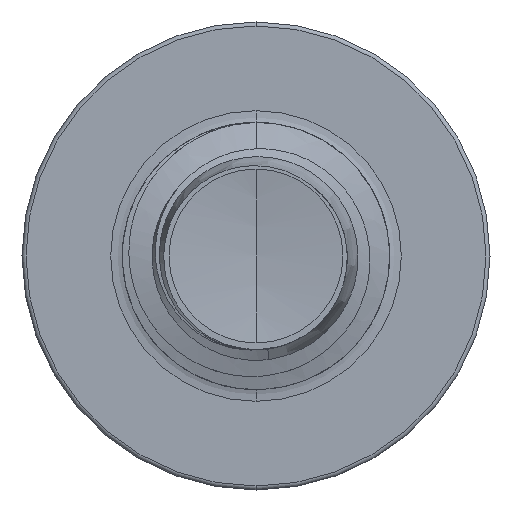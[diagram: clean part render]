
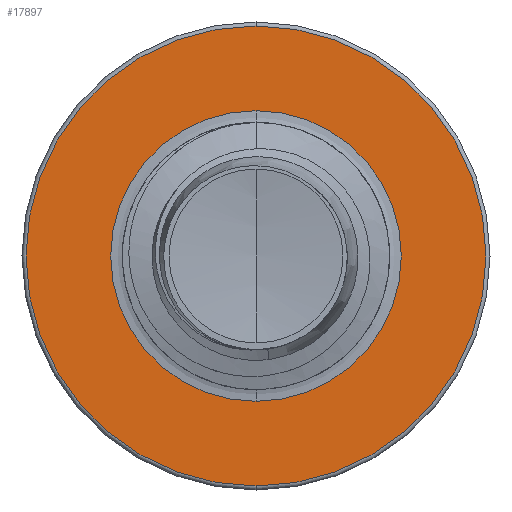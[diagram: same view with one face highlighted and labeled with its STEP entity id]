
A CAD part, front view. The second image highlights one B-rep face of the part: STEP entity #17897.
In plain terms, the highlighted planar face has unit normal (0, -1, 0).
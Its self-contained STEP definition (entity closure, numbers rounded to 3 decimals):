
#630 = VERTEX_POINT ( 'NONE', #10390 ) ;
#1128 = FACE_OUTER_BOUND ( 'NONE', #6616, .T. ) ;
#1498 = CIRCLE ( 'NONE', #15896, 3.44 ) ;
#1523 = AXIS2_PLACEMENT_3D ( 'NONE', #5821, #5819, #5787 ) ;
#1592 = VERTEX_POINT ( 'NONE', #14337 ) ;
#2249 = EDGE_CURVE ( 'NONE', #1592, #630, #12908, .T. ) ;
#2659 = EDGE_CURVE ( 'NONE', #10683, #19485, #11975, .T. ) ;
#3427 = ORIENTED_EDGE ( 'NONE', *, *, #7295, .F. ) ;
#3769 = DIRECTION ( 'NONE',  ( 0., 0., 1. ) ) ;
#3801 = DIRECTION ( 'NONE',  ( 0., 1., 0. ) ) ;
#3804 = CARTESIAN_POINT ( 'NONE',  ( 0., 8., 0. ) ) ;
#5323 = CARTESIAN_POINT ( 'NONE',  ( 0., 8., 0. ) ) ;
#5787 = DIRECTION ( 'NONE',  ( 0., 0., 1. ) ) ;
#5819 = DIRECTION ( 'NONE',  ( 0., 1., 0. ) ) ;
#5821 = CARTESIAN_POINT ( 'NONE',  ( 0., 8., 0. ) ) ;
#6616 = EDGE_LOOP ( 'NONE', ( #7764, #3427 ) ) ;
#7084 = CIRCLE ( 'NONE', #12836, 2.174 ) ;
#7118 = EDGE_CURVE ( 'NONE', #630, #1592, #7084, .T. ) ;
#7153 = DIRECTION ( 'NONE',  ( 0., 0., 1. ) ) ;
#7295 = EDGE_CURVE ( 'NONE', #19485, #10683, #1498, .T. ) ;
#7764 = ORIENTED_EDGE ( 'NONE', *, *, #2659, .F. ) ;
#8013 = CARTESIAN_POINT ( 'NONE',  ( 0., 8., 0. ) ) ;
#8048 = PLANE ( 'NONE',  #15659 ) ;
#9792 = DIRECTION ( 'NONE',  ( 0., 0., 1. ) ) ;
#9998 = ORIENTED_EDGE ( 'NONE', *, *, #2249, .T. ) ;
#10390 = CARTESIAN_POINT ( 'NONE',  ( 0., 8., 2.174 ) ) ;
#10683 = VERTEX_POINT ( 'NONE', #18485 ) ;
#11499 = DIRECTION ( 'NONE',  ( 0., 0., 1. ) ) ;
#11975 = CIRCLE ( 'NONE', #17376, 3.44 ) ;
#12836 = AXIS2_PLACEMENT_3D ( 'NONE', #8013, #18902, #9792 ) ;
#12908 = CIRCLE ( 'NONE', #1523, 2.174 ) ;
#14337 = CARTESIAN_POINT ( 'NONE',  ( 0., 8., -2.174 ) ) ;
#15659 = AXIS2_PLACEMENT_3D ( 'NONE', #18927, #20464, #11499 ) ;
#15830 = FACE_BOUND ( 'NONE', #17416, .T. ) ;
#15896 = AXIS2_PLACEMENT_3D ( 'NONE', #5323, #16793, #7153 ) ;
#16793 = DIRECTION ( 'NONE',  ( 0., 1., 0. ) ) ;
#17220 = ORIENTED_EDGE ( 'NONE', *, *, #7118, .T. ) ;
#17376 = AXIS2_PLACEMENT_3D ( 'NONE', #3804, #3801, #3769 ) ;
#17416 = EDGE_LOOP ( 'NONE', ( #17220, #9998 ) ) ;
#17897 = ADVANCED_FACE ( 'NONE', ( #1128, #15830 ), #8048, .F. ) ;
#18485 = CARTESIAN_POINT ( 'NONE',  ( 0., 8., 3.44 ) ) ;
#18902 = DIRECTION ( 'NONE',  ( 0., 1., 0. ) ) ;
#18927 = CARTESIAN_POINT ( 'NONE',  ( 0., 8., -2.174 ) ) ;
#19485 = VERTEX_POINT ( 'NONE', #21468 ) ;
#20464 = DIRECTION ( 'NONE',  ( 0., 1., 0. ) ) ;
#21468 = CARTESIAN_POINT ( 'NONE',  ( 0., 8., -3.44 ) ) ;
